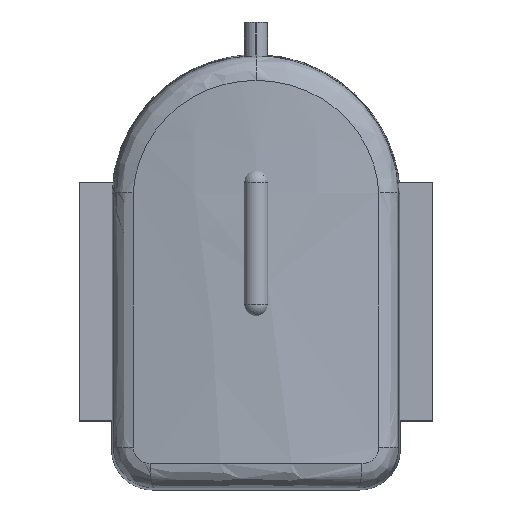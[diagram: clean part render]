
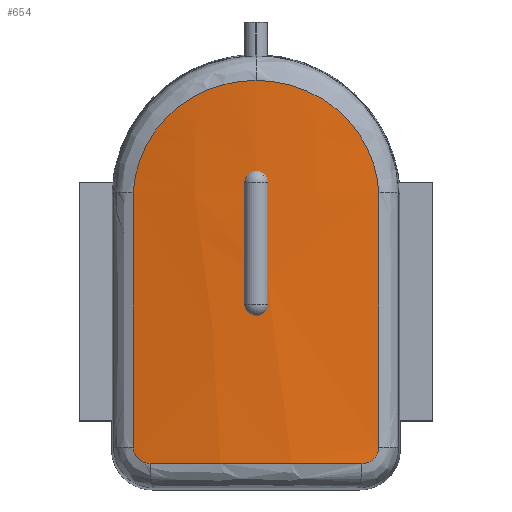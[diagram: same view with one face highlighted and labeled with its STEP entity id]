
A CAD part, top view. The second image highlights one B-rep face of the part: STEP entity #654.
In plain terms, the highlighted free-form (B-spline) face has degree [5, 1] with [15, 2] control points.
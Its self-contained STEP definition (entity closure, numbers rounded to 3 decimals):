
#46=(
BOUNDED_SURFACE()
B_SPLINE_SURFACE(5,1,((#1049,#1050),(#1051,#1052),(#1053,#1054),(#1055,
#1056),(#1057,#1058),(#1059,#1060),(#1061,#1062),(#1063,#1064),(#1065,#1066),
(#1067,#1068),(#1069,#1070),(#1071,#1072),(#1073,#1074),(#1075,#1076),(#1077,
#1078)),.UNSPECIFIED.,.F.,.F.,.F.)
B_SPLINE_SURFACE_WITH_KNOTS((6,1,1,1,1,1,1,1,1,1,6),(2,2),(0.,0.1,0.2,0.3,
0.4,0.5,0.6,0.7,0.8,0.9,1.),(0.,2.68),.UNSPECIFIED.)
GEOMETRIC_REPRESENTATION_ITEM()
RATIONAL_B_SPLINE_SURFACE(((1.,1.),(1.,1.),(1.,1.),(1.,1.),(1.,1.),(1.,
1.),(1.,1.),(1.,1.),(1.,1.),(1.,1.),(1.,1.),(1.,1.),(1.,1.),(1.,1.),(1.,
1.)))
REPRESENTATION_ITEM('')
SURFACE()
);
#65=FACE_OUTER_BOUND('',#109,.T.);
#109=EDGE_LOOP('',(#449,#450,#451,#452,#453,#454,#455));
#158=B_SPLINE_CURVE_WITH_KNOTS('',3,(#1081,#1082,#1083,#1084),
 .UNSPECIFIED.,.F.,.F.,(4,4),(0.,1.564),.UNSPECIFIED.);
#159=B_SPLINE_CURVE_WITH_KNOTS('',3,(#1086,#1087,#1088,#1089,#1090),
 .UNSPECIFIED.,.F.,.F.,(4,1,4),(0.,0.068,0.158),
 .UNSPECIFIED.);
#160=B_SPLINE_CURVE_WITH_KNOTS('',3,(#1092,#1093,#1094,#1095,#1096),
 .UNSPECIFIED.,.F.,.F.,(4,1,4),(-1.258,-0.539,0.),
 .UNSPECIFIED.);
#161=B_SPLINE_CURVE_WITH_KNOTS('',3,(#1098,#1099,#1100,#1101,#1102),
 .UNSPECIFIED.,.F.,.F.,(4,1,4),(0.,0.068,0.158),
 .UNSPECIFIED.);
#162=B_SPLINE_CURVE_WITH_KNOTS('',3,(#1104,#1105,#1106,#1107),
 .UNSPECIFIED.,.F.,.F.,(4,4),(-1.564,0.),.UNSPECIFIED.);
#163=B_SPLINE_CURVE_WITH_KNOTS('',3,(#1109,#1110,#1111,#1112,#1113,#1114),
 .UNSPECIFIED.,.F.,.F.,(4,1,1,4),(-1.145,-0.827,
-0.509,-0.036),.UNSPECIFIED.);
#164=B_SPLINE_CURVE_WITH_KNOTS('',3,(#1115,#1116,#1117,#1118,#1119,#1120),
 .UNSPECIFIED.,.F.,.F.,(4,1,1,4),(-1.108,-0.794,-0.476,
0.),.UNSPECIFIED.);
#289=VERTEX_POINT('',#1079);
#290=VERTEX_POINT('',#1080);
#291=VERTEX_POINT('',#1085);
#292=VERTEX_POINT('',#1091);
#293=VERTEX_POINT('',#1097);
#294=VERTEX_POINT('',#1103);
#295=VERTEX_POINT('',#1108);
#352=EDGE_CURVE('',#289,#290,#158,.T.);
#353=EDGE_CURVE('',#291,#289,#159,.T.);
#354=EDGE_CURVE('',#292,#291,#160,.T.);
#355=EDGE_CURVE('',#293,#292,#161,.T.);
#356=EDGE_CURVE('',#294,#293,#162,.T.);
#357=EDGE_CURVE('',#295,#294,#163,.T.);
#358=EDGE_CURVE('',#290,#295,#164,.T.);
#449=ORIENTED_EDGE('',*,*,#352,.F.);
#450=ORIENTED_EDGE('',*,*,#353,.F.);
#451=ORIENTED_EDGE('',*,*,#354,.F.);
#452=ORIENTED_EDGE('',*,*,#355,.F.);
#453=ORIENTED_EDGE('',*,*,#356,.F.);
#454=ORIENTED_EDGE('',*,*,#357,.F.);
#455=ORIENTED_EDGE('',*,*,#358,.F.);
#654=ADVANCED_FACE('',(#65),#46,.T.);
#1049=CARTESIAN_POINT('Ctrl Pts',(0.15,0.,14.));
#1050=CARTESIAN_POINT('Ctrl Pts',(0.15,26.8,14.));
#1051=CARTESIAN_POINT('Ctrl Pts',(0.5,0.,14.076));
#1052=CARTESIAN_POINT('Ctrl Pts',(0.5,26.8,14.076));
#1053=CARTESIAN_POINT('Ctrl Pts',(1.2,0.,14.221));
#1054=CARTESIAN_POINT('Ctrl Pts',(1.2,26.8,14.221));
#1055=CARTESIAN_POINT('Ctrl Pts',(2.25,0.,14.419));
#1056=CARTESIAN_POINT('Ctrl Pts',(2.25,26.8,14.419));
#1057=CARTESIAN_POINT('Ctrl Pts',(3.65,0.,14.642));
#1058=CARTESIAN_POINT('Ctrl Pts',(3.65,26.8,14.642));
#1059=CARTESIAN_POINT('Ctrl Pts',(5.4,0.,14.849));
#1060=CARTESIAN_POINT('Ctrl Pts',(5.4,26.8,14.849));
#1061=CARTESIAN_POINT('Ctrl Pts',(7.15,0.,14.978));
#1062=CARTESIAN_POINT('Ctrl Pts',(7.15,26.8,14.978));
#1063=CARTESIAN_POINT('Ctrl Pts',(8.9,0.,15.022));
#1064=CARTESIAN_POINT('Ctrl Pts',(8.9,26.8,15.022));
#1065=CARTESIAN_POINT('Ctrl Pts',(10.65,0.,14.978));
#1066=CARTESIAN_POINT('Ctrl Pts',(10.65,26.8,14.978));
#1067=CARTESIAN_POINT('Ctrl Pts',(12.4,0.,14.849));
#1068=CARTESIAN_POINT('Ctrl Pts',(12.4,26.8,14.849));
#1069=CARTESIAN_POINT('Ctrl Pts',(14.15,0.,14.642));
#1070=CARTESIAN_POINT('Ctrl Pts',(14.15,26.8,14.642));
#1071=CARTESIAN_POINT('Ctrl Pts',(15.55,0.,14.419));
#1072=CARTESIAN_POINT('Ctrl Pts',(15.55,26.8,14.419));
#1073=CARTESIAN_POINT('Ctrl Pts',(16.6,0.,14.221));
#1074=CARTESIAN_POINT('Ctrl Pts',(16.6,26.8,14.221));
#1075=CARTESIAN_POINT('Ctrl Pts',(17.3,0.,14.076));
#1076=CARTESIAN_POINT('Ctrl Pts',(17.3,26.8,14.076));
#1077=CARTESIAN_POINT('Ctrl Pts',(17.65,0.,14.));
#1078=CARTESIAN_POINT('Ctrl Pts',(17.65,26.8,14.));
#1079=CARTESIAN_POINT('',(1.356,2.628,14.246));
#1080=CARTESIAN_POINT('',(1.356,18.264,14.246));
#1081=CARTESIAN_POINT('Ctrl Pts',(1.356,2.628,14.246));
#1082=CARTESIAN_POINT('Ctrl Pts',(1.356,7.84,14.246));
#1083=CARTESIAN_POINT('Ctrl Pts',(1.356,13.052,14.246));
#1084=CARTESIAN_POINT('Ctrl Pts',(1.356,18.264,14.246));
#1085=CARTESIAN_POINT('',(2.391,1.63,14.431));
#1086=CARTESIAN_POINT('Ctrl Pts',(2.391,1.63,14.431));
#1087=CARTESIAN_POINT('Ctrl Pts',(2.16,1.629,14.392));
#1088=CARTESIAN_POINT('Ctrl Pts',(1.621,1.807,14.297));
#1089=CARTESIAN_POINT('Ctrl Pts',(1.356,2.326,14.246));
#1090=CARTESIAN_POINT('Ctrl Pts',(1.356,2.628,14.246));
#1091=CARTESIAN_POINT('',(15.409,1.63,14.431));
#1092=CARTESIAN_POINT('Ctrl Pts',(15.409,1.63,14.431));
#1093=CARTESIAN_POINT('Ctrl Pts',(12.967,1.634,14.84));
#1094=CARTESIAN_POINT('Ctrl Pts',(8.579,1.637,15.211));
#1095=CARTESIAN_POINT('Ctrl Pts',(4.222,1.633,14.738));
#1096=CARTESIAN_POINT('Ctrl Pts',(2.391,1.63,14.431));
#1097=CARTESIAN_POINT('',(16.444,2.628,14.246));
#1098=CARTESIAN_POINT('Ctrl Pts',(16.444,2.628,14.246));
#1099=CARTESIAN_POINT('Ctrl Pts',(16.444,2.402,14.246));
#1100=CARTESIAN_POINT('Ctrl Pts',(16.25,1.874,14.283));
#1101=CARTESIAN_POINT('Ctrl Pts',(15.717,1.629,14.379));
#1102=CARTESIAN_POINT('Ctrl Pts',(15.409,1.63,14.431));
#1103=CARTESIAN_POINT('',(16.444,18.264,14.246));
#1104=CARTESIAN_POINT('Ctrl Pts',(16.444,18.264,14.246));
#1105=CARTESIAN_POINT('Ctrl Pts',(16.444,13.052,14.246));
#1106=CARTESIAN_POINT('Ctrl Pts',(16.444,7.84,14.246));
#1107=CARTESIAN_POINT('Ctrl Pts',(16.444,2.628,14.246));
#1108=CARTESIAN_POINT('',(8.9,25.165,15.));
#1109=CARTESIAN_POINT('Ctrl Pts',(8.9,25.165,15.));
#1110=CARTESIAN_POINT('Ctrl Pts',(10.006,25.165,15.));
#1111=CARTESIAN_POINT('Ctrl Pts',(12.21,24.693,14.888));
#1112=CARTESIAN_POINT('Ctrl Pts',(15.308,22.41,14.475));
#1113=CARTESIAN_POINT('Ctrl Pts',(16.362,19.839,14.261));
#1114=CARTESIAN_POINT('Ctrl Pts',(16.444,18.264,14.246));
#1115=CARTESIAN_POINT('Ctrl Pts',(1.356,18.264,14.246));
#1116=CARTESIAN_POINT('Ctrl Pts',(1.411,19.311,14.256));
#1117=CARTESIAN_POINT('Ctrl Pts',(2.,21.385,14.369));
#1118=CARTESIAN_POINT('Ctrl Pts',(4.502,24.266,14.778));
#1119=CARTESIAN_POINT('Ctrl Pts',(7.242,25.165,15.));
#1120=CARTESIAN_POINT('Ctrl Pts',(8.9,25.165,15.));
